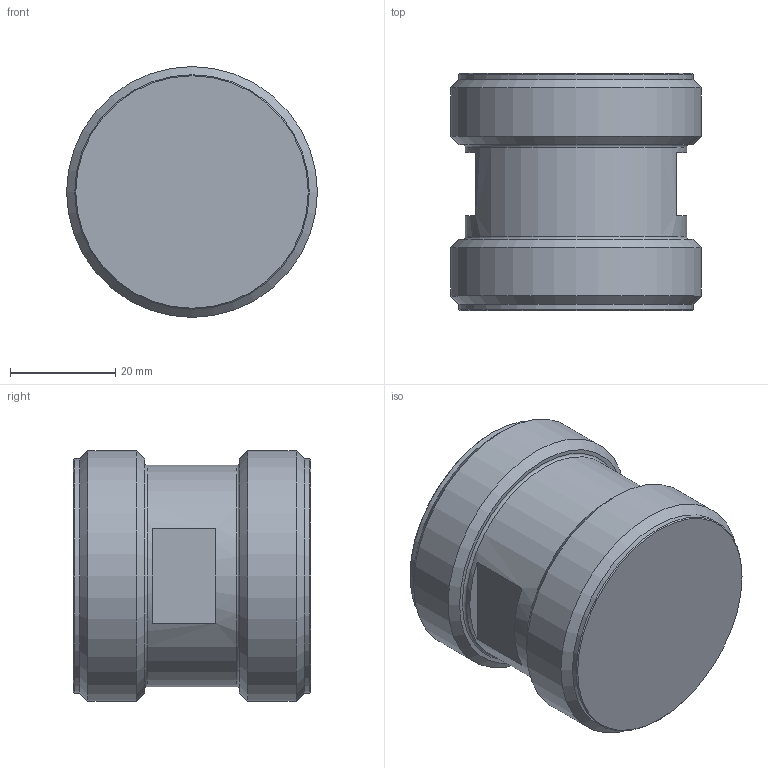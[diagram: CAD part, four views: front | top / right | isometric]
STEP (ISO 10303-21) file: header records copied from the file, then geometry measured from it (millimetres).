
FILE_DESCRIPTION(/* description */ ('CATIA V5 STEP Exchange'),/* implementation_level */ '2;1');
FILE_NAME(/* name */ 'F0007673 (stp).stp',/* time_stamp */ '2025-08-25T14:59:30-05:00',/* author */ ('ischreiner'),/* organization */ ('none'),/* preprocessor_version */ 'ST-DEVELOPER v20',/* originating_system */ 'Autodesk Inventor 2025',/* authorisation */ 'none');
FILE_SCHEMA (('AUTOMOTIVE_DESIGN { 1 0 10303 214 3 1 1 }'));
Length unit declared in the file: millimetre
Products named in the file (1): F0007673 - TST
Bounding box: 47.6 x 45 x 47.6 mm (x, y, z)
Volume: 71174.5 mm3; surface area: 10173.8 mm2
Topology: 1 solids, 1 shells, 23 faces, 41 edges, 24 vertices
Faces by surface type: plane 10, cone 6, cylinder 5, torus 2
Full cylindrical faces by diameter (mm): 42 x1, 44.5 x2, 47.6 x2
Entity records: 641 total; most frequent: DIRECTION 111, CARTESIAN_POINT 89, ORIENTED_EDGE 82, AXIS2_PLACEMENT_3D 46, EDGE_CURVE 41, EDGE_LOOP 27, VERTEX_POINT 24, STYLED_ITEM 24
